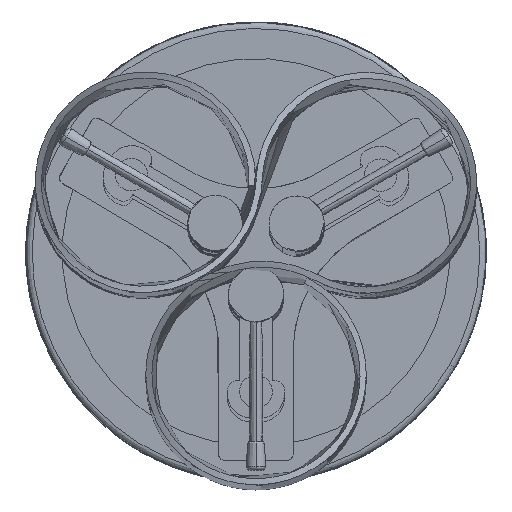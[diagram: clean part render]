
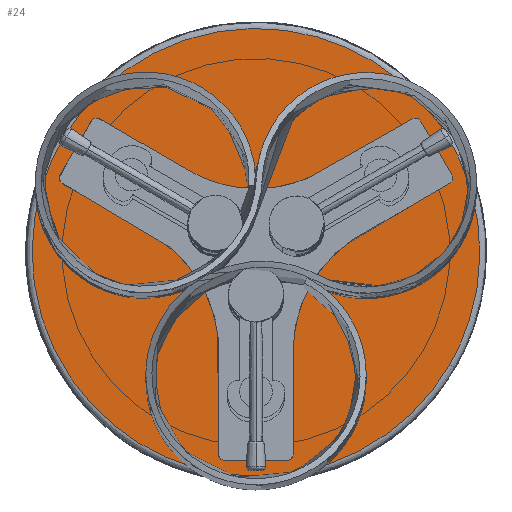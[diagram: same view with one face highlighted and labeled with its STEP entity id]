
A CAD part, top view. The second image highlights one B-rep face of the part: STEP entity #24.
In plain terms, the highlighted free-form (B-spline) face has degree [1, 1] with [2, 2] control points.
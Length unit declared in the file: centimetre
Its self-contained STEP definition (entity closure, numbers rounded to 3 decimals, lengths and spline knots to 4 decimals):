
#24=ADVANCED_FACE('',(#134,#126),#1268,.T.);
#126=FACE_BOUND('',#237,.T.);
#134=FACE_OUTER_BOUND('',#236,.T.);
#236=EDGE_LOOP('',(#346,#347));
#237=EDGE_LOOP('',(#348,#349,#350));
#346=ORIENTED_EDGE('',*,*,#825,.F.);
#347=ORIENTED_EDGE('',*,*,#824,.F.);
#348=ORIENTED_EDGE('',*,*,#966,.T.);
#349=ORIENTED_EDGE('',*,*,#967,.T.);
#350=ORIENTED_EDGE('',*,*,#968,.T.);
#824=EDGE_CURVE('',#1052,#1062,#1401,.T.);
#825=EDGE_CURVE('',#1062,#1052,#1402,.T.);
#966=EDGE_CURVE('',#1154,#1155,#1502,.T.);
#967=EDGE_CURVE('',#1155,#1156,#1347,.T.);
#968=EDGE_CURVE('',#1156,#1154,#1503,.T.);
#1052=VERTEX_POINT('',#3721);
#1062=VERTEX_POINT('',#3731);
#1154=VERTEX_POINT('',#3823);
#1155=VERTEX_POINT('',#3824);
#1156=VERTEX_POINT('',#3825);
#1268=B_SPLINE_SURFACE_WITH_KNOTS('',1,1,((#2651,#2652),(#2653,#2654)),.UNSPECIFIED.,
.F.,.F.,.F.,(2,2),(2,2),(-166.7726,57.0538),(-206.9325,
16.8939),.UNSPECIFIED.);
#1347=B_SPLINE_CURVE_WITH_KNOTS('',3,(#2455,#2456,#2457,#2458),.UNSPECIFIED.,
.F.,.F.,(4,4),(-19.5253,0.),.UNSPECIFIED.);
#1401=(
BOUNDED_CURVE()
B_SPLINE_CURVE(2,(#1683,#1684,#1685,#1686,#1687),.UNSPECIFIED.,.F.,.F.)
B_SPLINE_CURVE_WITH_KNOTS((3,2,3),(-344.6918,-172.3459,0.),
.UNSPECIFIED.)
CURVE()
GEOMETRIC_REPRESENTATION_ITEM()
RATIONAL_B_SPLINE_CURVE((1.,0.707,1.,0.707,1.))
REPRESENTATION_ITEM('')
);
#1402=(
BOUNDED_CURVE()
B_SPLINE_CURVE(2,(#1688,#1689,#1690,#1691,#1692),.UNSPECIFIED.,.F.,.F.)
B_SPLINE_CURVE_WITH_KNOTS((3,2,3),(-689.3836,-517.0377,-344.6918),
.UNSPECIFIED.)
CURVE()
GEOMETRIC_REPRESENTATION_ITEM()
RATIONAL_B_SPLINE_CURVE((1.,0.707,1.,0.707,1.))
REPRESENTATION_ITEM('')
);
#1502=(
BOUNDED_CURVE()
B_SPLINE_CURVE(3,(#2451,#2452,#2453,#2454),.UNSPECIFIED.,.F.,.F.)
B_SPLINE_CURVE_WITH_KNOTS((4,4),(-24.2301,0.),.UNSPECIFIED.)
CURVE()
GEOMETRIC_REPRESENTATION_ITEM()
RATIONAL_B_SPLINE_CURVE((1.,0.988,0.988,1.))
REPRESENTATION_ITEM('')
);
#1503=(
BOUNDED_CURVE()
B_SPLINE_CURVE(3,(#2459,#2460,#2461,#2462,#2463,#2464,#2465,#2466,#2467,
#2468,#2469,#2470,#2471,#2472,#2473,#2474,#2475,#2476,#2477,#2478,#2479,
#2480,#2481,#2482,#2483,#2484,#2485,#2486,#2487,#2488,#2489,#2490,#2491,
#2492,#2493,#2494,#2495,#2496,#2497,#2498,#2499,#2500,#2501,#2502,#2503,
#2504,#2505,#2506,#2507,#2508,#2509,#2510,#2511,#2512,#2513,#2514,#2515,
#2516,#2517),.UNSPECIFIED.,.F.,.F.)
B_SPLINE_CURVE_WITH_KNOTS((4,3,3,3,2,3,3,3,3,3,3,3,3,3,3,3,3,2,3,3,4),(-24.2301,
0.,50.9356,55.6466,68.8633,86.1466,90.8577,
141.7933,209.8489,260.7845,265.4956,295.9956,
300.7066,351.6422,419.6979,470.6335,475.3445,
488.5612,505.8445,510.5556,561.4911),.UNSPECIFIED.)
CURVE()
GEOMETRIC_REPRESENTATION_ITEM()
RATIONAL_B_SPLINE_CURVE((1.,0.988,0.988,1.,1.,1.,
1.,0.805,0.805,1.,1.,1.,1.,1.,1.,0.805,
0.805,1.,1.,1.,1.,0.911,0.911,1.,1.,
1.,1.,0.805,0.805,1.,1.,1.,1.,0.805,
0.805,1.,1.,1.,1.,0.911,0.911,1.,1.,
1.,1.,0.805,0.805,1.,1.,1.,1.,1.,1.,0.805,
0.805,1.,1.,1.,1.))
REPRESENTATION_ITEM('')
);
#1683=CARTESIAN_POINT('',(95.0193,-54.8594,11.));
#1684=CARTESIAN_POINT('',(40.1599,-149.8787,11.));
#1685=CARTESIAN_POINT('',(-54.8594,-95.0193,11.));
#1686=CARTESIAN_POINT('',(-149.8787,-40.1599,11.));
#1687=CARTESIAN_POINT('',(-95.0193,54.8594,11.));
#1688=CARTESIAN_POINT('',(-95.0193,54.8594,11.));
#1689=CARTESIAN_POINT('',(-40.1599,149.8787,11.));
#1690=CARTESIAN_POINT('',(54.8594,95.0193,11.));
#1691=CARTESIAN_POINT('',(149.8787,40.1599,11.));
#1692=CARTESIAN_POINT('',(95.0193,-54.8594,11.));
#2451=CARTESIAN_POINT('',(-32.5,39.8372,11.));
#2452=CARTESIAN_POINT('',(-25.4634,35.7746,11.));
#2453=CARTESIAN_POINT('',(-17.7957,33.0865,11.));
#2454=CARTESIAN_POINT('',(-9.7627,31.8662,11.));
#2455=CARTESIAN_POINT('',(-9.7627,31.8662,11.));
#2456=CARTESIAN_POINT('',(-3.2542,31.8662,11.));
#2457=CARTESIAN_POINT('',(3.2542,31.8662,11.));
#2458=CARTESIAN_POINT('',(9.7627,31.8662,11.));
#2459=CARTESIAN_POINT('',(9.7627,31.8662,11.));
#2460=CARTESIAN_POINT('',(17.7957,33.0865,11.));
#2461=CARTESIAN_POINT('',(25.4634,35.7746,11.));
#2462=CARTESIAN_POINT('',(32.5,39.8372,11.));
#2463=CARTESIAN_POINT('',(47.2038,48.3264,11.));
#2464=CARTESIAN_POINT('',(61.9077,56.8157,11.));
#2465=CARTESIAN_POINT('',(76.6115,65.305,11.));
#2466=CARTESIAN_POINT('',(78.1334,66.1836,11.));
#2467=CARTESIAN_POINT('',(79.8309,65.7288,11.));
#2468=CARTESIAN_POINT('',(80.7096,64.2069,11.));
#2469=CARTESIAN_POINT('',(81.1679,63.413,11.));
#2470=CARTESIAN_POINT('',(81.6263,62.6192,11.));
#2471=CARTESIAN_POINT('',(95.0429,39.3808,11.));
#2472=CARTESIAN_POINT('',(95.5013,38.587,11.));
#2473=CARTESIAN_POINT('',(95.9596,37.7931,11.));
#2474=CARTESIAN_POINT('',(96.8383,36.2712,11.));
#2475=CARTESIAN_POINT('',(96.3834,34.5737,11.));
#2476=CARTESIAN_POINT('',(94.8615,33.695,11.));
#2477=CARTESIAN_POINT('',(80.1577,25.2058,11.));
#2478=CARTESIAN_POINT('',(65.4538,16.7165,11.));
#2479=CARTESIAN_POINT('',(50.75,8.2272,11.));
#2480=CARTESIAN_POINT('',(30.1458,-3.6686,11.));
#2481=CARTESIAN_POINT('',(18.25,-24.2728,11.));
#2482=CARTESIAN_POINT('',(18.25,-48.0644,11.));
#2483=CARTESIAN_POINT('',(18.25,-65.0429,11.));
#2484=CARTESIAN_POINT('',(18.25,-82.0215,11.));
#2485=CARTESIAN_POINT('',(18.25,-99.,11.));
#2486=CARTESIAN_POINT('',(18.25,-100.7574,11.));
#2487=CARTESIAN_POINT('',(17.0074,-102.,11.));
#2488=CARTESIAN_POINT('',(15.25,-102.,11.));
#2489=CARTESIAN_POINT('',(5.0833,-102.,11.));
#2490=CARTESIAN_POINT('',(-5.0833,-102.,11.));
#2491=CARTESIAN_POINT('',(-15.25,-102.,11.));
#2492=CARTESIAN_POINT('',(-17.0074,-102.,11.));
#2493=CARTESIAN_POINT('',(-18.25,-100.7574,11.));
#2494=CARTESIAN_POINT('',(-18.25,-99.,11.));
#2495=CARTESIAN_POINT('',(-18.25,-82.0215,11.));
#2496=CARTESIAN_POINT('',(-18.25,-65.0429,11.));
#2497=CARTESIAN_POINT('',(-18.25,-48.0644,11.));
#2498=CARTESIAN_POINT('',(-18.25,-24.2728,11.));
#2499=CARTESIAN_POINT('',(-30.1458,-3.6686,11.));
#2500=CARTESIAN_POINT('',(-50.75,8.2272,11.));
#2501=CARTESIAN_POINT('',(-65.4538,16.7165,11.));
#2502=CARTESIAN_POINT('',(-80.1577,25.2058,11.));
#2503=CARTESIAN_POINT('',(-94.8615,33.695,11.));
#2504=CARTESIAN_POINT('',(-96.3834,34.5737,11.));
#2505=CARTESIAN_POINT('',(-96.8383,36.2712,11.));
#2506=CARTESIAN_POINT('',(-95.9596,37.7931,11.));
#2507=CARTESIAN_POINT('',(-95.5013,38.587,11.));
#2508=CARTESIAN_POINT('',(-95.0429,39.3808,11.));
#2509=CARTESIAN_POINT('',(-81.6263,62.6192,11.));
#2510=CARTESIAN_POINT('',(-81.1679,63.413,11.));
#2511=CARTESIAN_POINT('',(-80.7096,64.2069,11.));
#2512=CARTESIAN_POINT('',(-79.8309,65.7288,11.));
#2513=CARTESIAN_POINT('',(-78.1334,66.1836,11.));
#2514=CARTESIAN_POINT('',(-76.6115,65.305,11.));
#2515=CARTESIAN_POINT('',(-61.9077,56.8157,11.));
#2516=CARTESIAN_POINT('',(-47.2038,48.3264,11.));
#2517=CARTESIAN_POINT('',(-32.5,39.8372,11.));
#2651=CARTESIAN_POINT('',(-111.9132,111.9132,11.));
#2652=CARTESIAN_POINT('',(111.9132,111.9132,11.));
#2653=CARTESIAN_POINT('',(-111.9132,-111.9132,11.));
#2654=CARTESIAN_POINT('',(111.9132,-111.9132,11.));
#3721=CARTESIAN_POINT('',(95.0193,-54.8594,11.));
#3731=CARTESIAN_POINT('',(-95.0193,54.8594,11.));
#3823=CARTESIAN_POINT('',(-32.5,39.8372,11.));
#3824=CARTESIAN_POINT('',(-9.7627,31.8662,11.));
#3825=CARTESIAN_POINT('',(9.7627,31.8662,11.));
